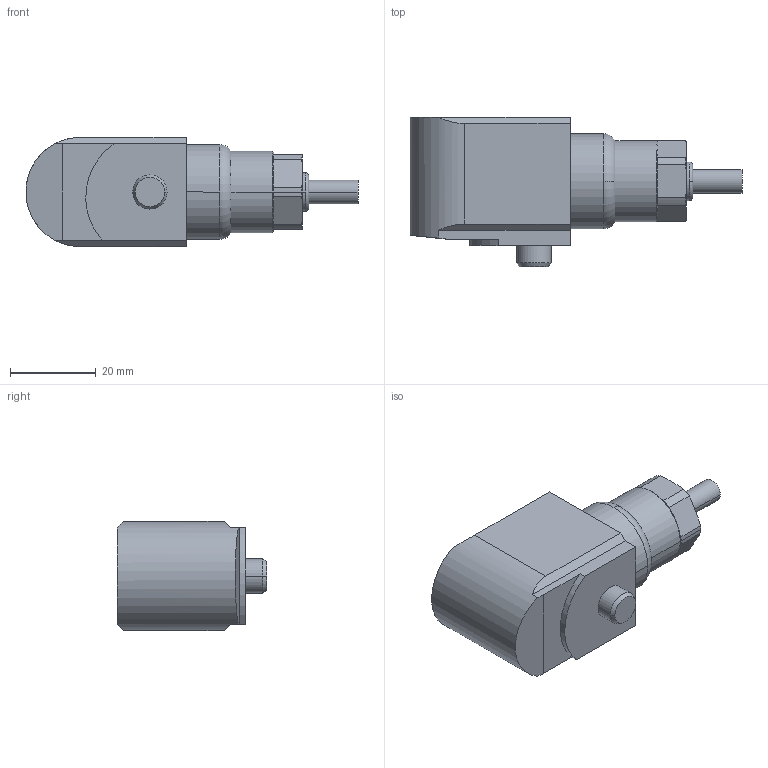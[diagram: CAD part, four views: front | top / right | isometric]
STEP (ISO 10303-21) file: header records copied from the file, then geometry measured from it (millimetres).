
FILE_DESCRIPTION( ( '' ), '1' );
FILE_NAME( 'VSP01A_2_03.stp', '2013-06-25T12:32:35', ( '' ), ( '' ), ' ', ' ', ' ' );
FILE_SCHEMA( ( 'CONFIG_CONTROL_DESIGN' ) );
Length unit declared in the file: millimetre
Products named in the file (1): 1
Bounding box: 77.59 x 35 x 25.5 mm (x, y, z)
Volume: 34571 mm3; surface area: 7538.8 mm2
Topology: 1 solids, 1 shells, 88 faces, 216 edges, 139 vertices
Faces by surface type: plane 46, cylinder 28, torus 8, cone 6
Entity records: 2763 total; most frequent: CARTESIAN_POINT 556, DIRECTION 489, ORIENTED_EDGE 432, EDGE_CURVE 216, AXIS2_PLACEMENT_3D 192, VERTEX_POINT 139, LINE 105, VECTOR 105
